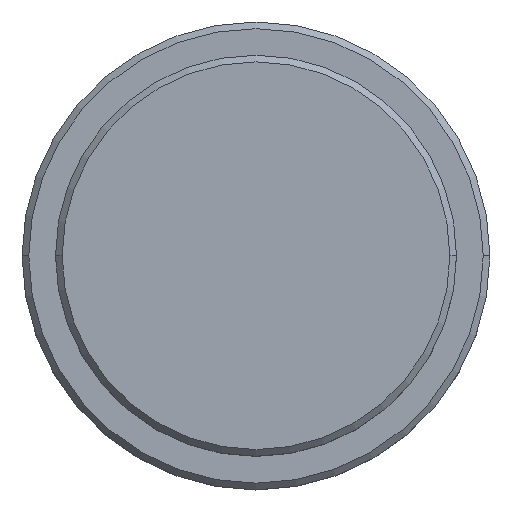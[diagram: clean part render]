
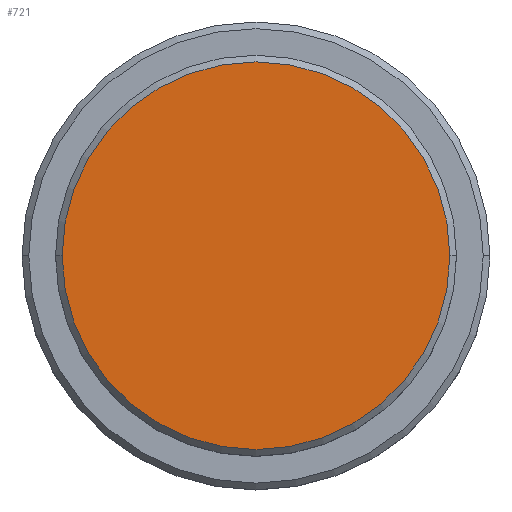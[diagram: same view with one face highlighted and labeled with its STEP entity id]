
A CAD part, top view. The second image highlights one B-rep face of the part: STEP entity #721.
In plain terms, the highlighted planar face has unit normal (0, 0, 1).
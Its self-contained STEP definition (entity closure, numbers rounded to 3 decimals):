
#61 = AXIS2_PLACEMENT_3D ( 'NONE', #843, #1271, #294 ) ;
#79 = CARTESIAN_POINT ( 'NONE',  ( 0., 0., 0. ) ) ;
#278 = EDGE_CURVE ( 'NONE', #474, #790, #607, .T. ) ;
#294 = DIRECTION ( 'NONE',  ( 1., 0., 0. ) ) ;
#297 = DIRECTION ( 'NONE',  ( 1., 0., 0. ) ) ;
#341 = ORIENTED_EDGE ( 'NONE', *, *, #624, .T. ) ;
#398 = CARTESIAN_POINT ( 'NONE',  ( 14.5, 0., 0. ) ) ;
#429 = CIRCLE ( 'NONE', #746, 14.5 ) ;
#474 = VERTEX_POINT ( 'NONE', #398 ) ;
#521 = DIRECTION ( 'NONE',  ( 0., 0., 1. ) ) ;
#534 = DIRECTION ( 'NONE',  ( 0., 0., 1. ) ) ;
#607 = CIRCLE ( 'NONE', #61, 14.5 ) ;
#624 = EDGE_CURVE ( 'NONE', #790, #474, #429, .T. ) ;
#651 = ORIENTED_EDGE ( 'NONE', *, *, #278, .T. ) ;
#721 = ADVANCED_FACE ( 'NONE', ( #871 ), #740, .T. ) ;
#740 = PLANE ( 'NONE',  #1225 ) ;
#746 = AXIS2_PLACEMENT_3D ( 'NONE', #79, #521, #297 ) ;
#790 = VERTEX_POINT ( 'NONE', #802 ) ;
#802 = CARTESIAN_POINT ( 'NONE',  ( -14.5, 0., 0. ) ) ;
#843 = CARTESIAN_POINT ( 'NONE',  ( 0., 0., 0. ) ) ;
#871 = FACE_OUTER_BOUND ( 'NONE', #874, .T. ) ;
#874 = EDGE_LOOP ( 'NONE', ( #341, #651 ) ) ;
#1177 = DIRECTION ( 'NONE',  ( 1., 0., 0. ) ) ;
#1225 = AXIS2_PLACEMENT_3D ( 'NONE', #1402, #534, #1177 ) ;
#1271 = DIRECTION ( 'NONE',  ( 0., 0., 1. ) ) ;
#1402 = CARTESIAN_POINT ( 'NONE',  ( 0., 0., 0. ) ) ;
